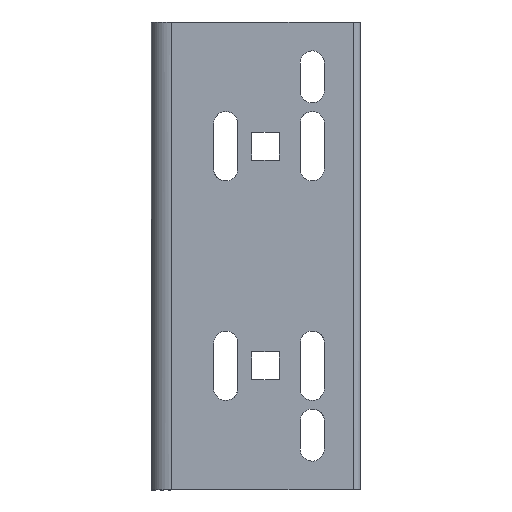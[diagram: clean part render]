
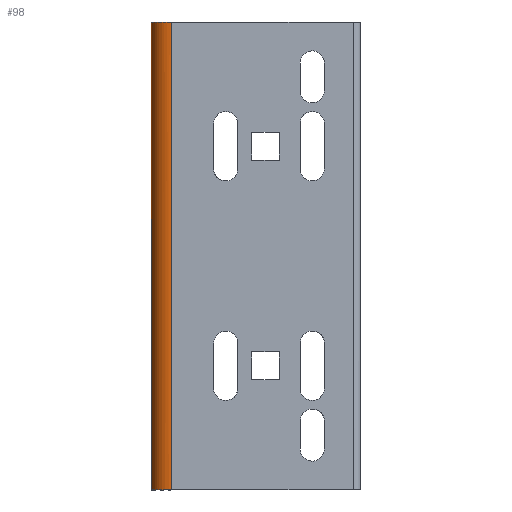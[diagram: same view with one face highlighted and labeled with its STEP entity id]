
A CAD part, left-side view. The second image highlights one B-rep face of the part: STEP entity #98.
In plain terms, the highlighted free-form (B-spline) face has degree [2, 1] with [9, 2] control points.
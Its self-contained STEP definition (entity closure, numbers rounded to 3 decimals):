
#98=ADVANCED_FACE('',(#272),#3035,.T.);
#272=FACE_OUTER_BOUND('',#500,.T.);
#500=EDGE_LOOP('',(#1027,#1028,#1029,#1030));
#1027=ORIENTED_EDGE('',*,*,#1832,.F.);
#1028=ORIENTED_EDGE('',*,*,#1837,.F.);
#1029=ORIENTED_EDGE('',*,*,#1836,.T.);
#1030=ORIENTED_EDGE('',*,*,#1835,.F.);
#1832=EDGE_CURVE('',#2912,#2808,#2529,.T.);
#1835=EDGE_CURVE('',#2808,#2807,#2197,.T.);
#1836=EDGE_CURVE('',#2913,#2807,#2532,.T.);
#1837=EDGE_CURVE('',#2913,#2912,#2198,.T.);
#2197=(
BOUNDED_CURVE()
B_SPLINE_CURVE(2,(#5661,#5662,#5663,#5664,#5665),.UNSPECIFIED.,.F.,.F.)
B_SPLINE_CURVE_WITH_KNOTS((3,2,3),(0.,9.425,18.85),
 .UNSPECIFIED.)
CURVE()
GEOMETRIC_REPRESENTATION_ITEM()
RATIONAL_B_SPLINE_CURVE((1.,0.707,1.,0.707,1.))
REPRESENTATION_ITEM('')
);
#2198=(
BOUNDED_CURVE()
B_SPLINE_CURVE(2,(#5668,#5669,#5670,#5671,#5672),.UNSPECIFIED.,.F.,.F.)
B_SPLINE_CURVE_WITH_KNOTS((3,2,3),(0.,9.425,18.85),
 .UNSPECIFIED.)
CURVE()
GEOMETRIC_REPRESENTATION_ITEM()
RATIONAL_B_SPLINE_CURVE((1.,0.707,1.,0.707,1.))
REPRESENTATION_ITEM('')
);
#2529=B_SPLINE_CURVE_WITH_KNOTS('',1,(#5655,#5656),.UNSPECIFIED.,.F.,.F.,
(2,2),(-135.,0.),.UNSPECIFIED.);
#2532=B_SPLINE_CURVE_WITH_KNOTS('',1,(#5666,#5667),.UNSPECIFIED.,.F.,.F.,
(2,2),(0.,135.),.UNSPECIFIED.);
#2807=VERTEX_POINT('',#5099);
#2808=VERTEX_POINT('',#5100);
#2912=VERTEX_POINT('',#5204);
#2913=VERTEX_POINT('',#5205);
#3035=(
BOUNDED_SURFACE()
B_SPLINE_SURFACE(2,1,((#3512,#3513),(#3514,#3515),(#3516,#3517),(#3518,
#3519),(#3520,#3521),(#3522,#3523),(#3524,#3525),(#3526,#3527),(#3528,#3529)),
 .UNSPECIFIED.,.T.,.F.,.F.)
B_SPLINE_SURFACE_WITH_KNOTS((3,2,2,2,3),(2,2),(0.,1.571,3.142,
4.712,6.283),(0.,162.6),.UNSPECIFIED.)
GEOMETRIC_REPRESENTATION_ITEM()
RATIONAL_B_SPLINE_SURFACE(((1.,1.),(0.707,0.707),
(1.,1.),(0.707,0.707),(1.,1.),(0.707,
0.707),(1.,1.),(0.707,0.707),(1.,1.)))
REPRESENTATION_ITEM('')
SURFACE()
);
#3512=CARTESIAN_POINT('',(-144.,48.5,-81.3));
#3513=CARTESIAN_POINT('',(-144.,48.5,81.3));
#3514=CARTESIAN_POINT('',(-138.,48.5,-81.3));
#3515=CARTESIAN_POINT('',(-138.,48.5,81.3));
#3516=CARTESIAN_POINT('',(-138.,54.5,-81.3));
#3517=CARTESIAN_POINT('',(-138.,54.5,81.3));
#3518=CARTESIAN_POINT('',(-138.,60.5,-81.3));
#3519=CARTESIAN_POINT('',(-138.,60.5,81.3));
#3520=CARTESIAN_POINT('',(-144.,60.5,-81.3));
#3521=CARTESIAN_POINT('',(-144.,60.5,81.3));
#3522=CARTESIAN_POINT('',(-150.,60.5,-81.3));
#3523=CARTESIAN_POINT('',(-150.,60.5,81.3));
#3524=CARTESIAN_POINT('',(-150.,54.5,-81.3));
#3525=CARTESIAN_POINT('',(-150.,54.5,81.3));
#3526=CARTESIAN_POINT('',(-150.,48.5,-81.3));
#3527=CARTESIAN_POINT('',(-150.,48.5,81.3));
#3528=CARTESIAN_POINT('',(-144.,48.5,-81.3));
#3529=CARTESIAN_POINT('',(-144.,48.5,81.3));
#5099=CARTESIAN_POINT('',(-150.,54.5,67.5));
#5100=CARTESIAN_POINT('',(-138.,54.5,67.5));
#5204=CARTESIAN_POINT('',(-138.,54.5,-67.5));
#5205=CARTESIAN_POINT('',(-150.,54.5,-67.5));
#5655=CARTESIAN_POINT('',(-138.,54.5,-67.5));
#5656=CARTESIAN_POINT('',(-138.,54.5,67.5));
#5661=CARTESIAN_POINT('',(-138.,54.5,67.5));
#5662=CARTESIAN_POINT('',(-138.,60.5,67.5));
#5663=CARTESIAN_POINT('',(-144.,60.5,67.5));
#5664=CARTESIAN_POINT('',(-150.,60.5,67.5));
#5665=CARTESIAN_POINT('',(-150.,54.5,67.5));
#5666=CARTESIAN_POINT('',(-150.,54.5,-67.5));
#5667=CARTESIAN_POINT('',(-150.,54.5,67.5));
#5668=CARTESIAN_POINT('',(-150.,54.5,-67.5));
#5669=CARTESIAN_POINT('',(-150.,60.5,-67.5));
#5670=CARTESIAN_POINT('',(-144.,60.5,-67.5));
#5671=CARTESIAN_POINT('',(-138.,60.5,-67.5));
#5672=CARTESIAN_POINT('',(-138.,54.5,-67.5));
